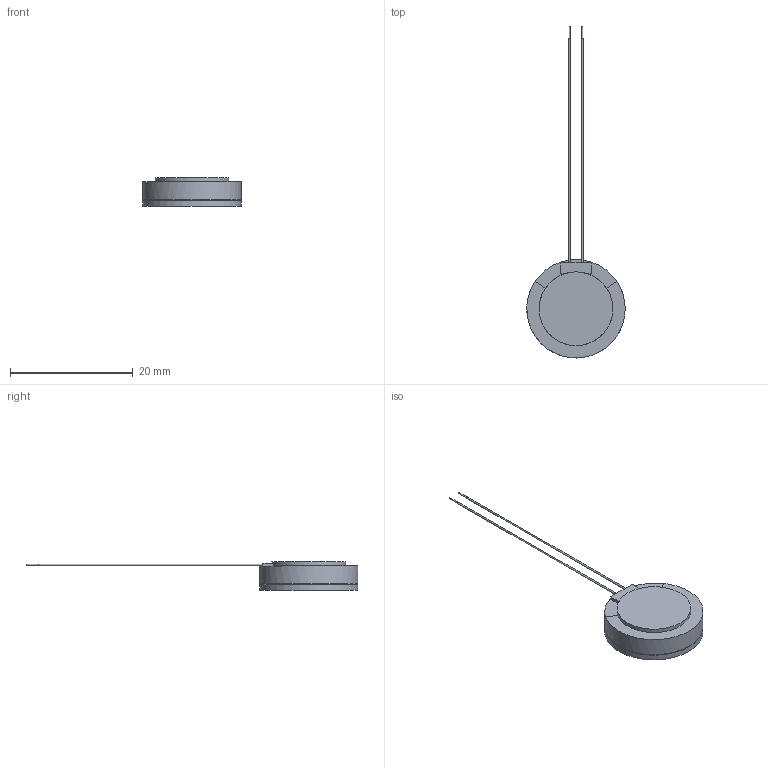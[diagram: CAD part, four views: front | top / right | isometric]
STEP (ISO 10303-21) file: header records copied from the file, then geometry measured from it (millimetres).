
FILE_DESCRIPTION(/* description */ ('Alibre Inc.'),/* implementation_level */ '2;1');
FILE_NAME(/* name */ 'export0',/* time_stamp */ '2018-06-21T17:43:53-05:00',/* author */ (''),/* organization */ (''),/* preprocessor_version */ 'ST-DEVELOPER v17',/* originating_system */ 'Alibre',/* authorisation */ '');
FILE_SCHEMA (('CONFIG_CONTROL_DESIGN'));
Length unit declared in the file: centimetre
Products named in the file (1): ID_1
Bounding box: 16 x 54 x 4.7 mm (x, y, z)
Volume: 760.3 mm3; surface area: 744.4 mm2
Topology: 1 solids, 1 shells, 27 faces, 56 edges, 37 vertices
Faces by surface type: plane 18, cylinder 8, torus 1
Full cylindrical faces by diameter (mm): 0.18 x2, 0.263 x2, 12 x1, 13 x1, 16 x2
Entity records: 713 total; most frequent: CARTESIAN_POINT 104, DIRECTION 97, ORIENTED_EDGE 90, AXIS2_PLACEMENT_3D 46, EDGE_CURVE 45, EDGE_LOOP 42, FACE_BOUND 42, VERTEX_POINT 35
